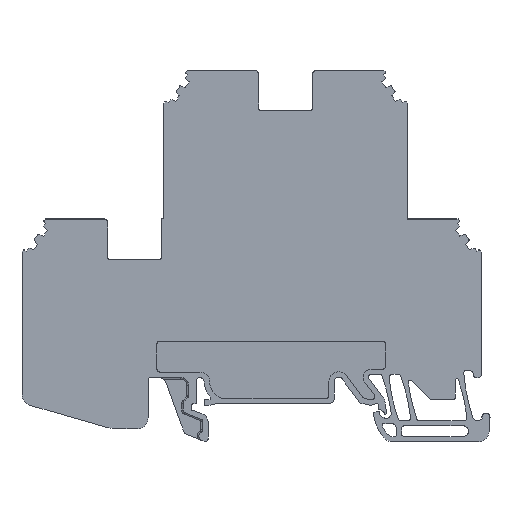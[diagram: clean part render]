
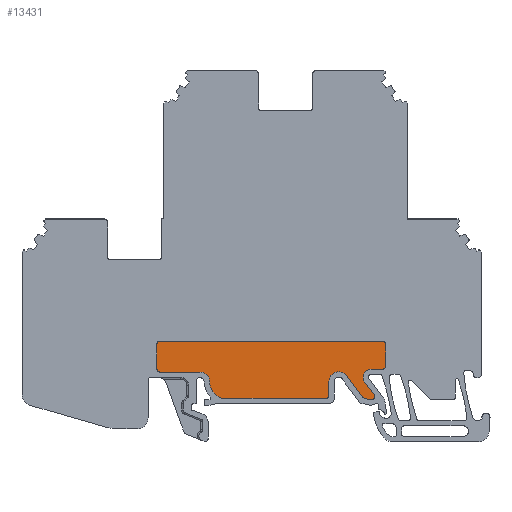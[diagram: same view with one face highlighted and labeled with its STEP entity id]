
A CAD part, left-side view. The second image highlights one B-rep face of the part: STEP entity #13431.
In plain terms, the highlighted planar face has unit normal (-1, 0, 0).
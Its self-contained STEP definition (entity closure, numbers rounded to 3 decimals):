
#7560=AXIS2_PLACEMENT_3D('Circle Axis2P3D',#7558,#7559,$) ;
#7577=AXIS2_PLACEMENT_3D('Circle Axis2P3D',#7575,#7576,$) ;
#7608=AXIS2_PLACEMENT_3D('Circle Axis2P3D',#7606,#7607,$) ;
#7670=AXIS2_PLACEMENT_3D('Circle Axis2P3D',#7668,#7669,$) ;
#7732=AXIS2_PLACEMENT_3D('Circle Axis2P3D',#7730,#7731,$) ;
#7815=AXIS2_PLACEMENT_3D('Circle Axis2P3D',#7813,#7814,$) ;
#7864=AXIS2_PLACEMENT_3D('Circle Axis2P3D',#7862,#7863,$) ;
#7926=AXIS2_PLACEMENT_3D('Circle Axis2P3D',#7924,#7925,$) ;
#7988=AXIS2_PLACEMENT_3D('Circle Axis2P3D',#7986,#7987,$) ;
#8064=AXIS2_PLACEMENT_3D('Circle Axis2P3D',#8062,#8063,$) ;
#8112=AXIS2_PLACEMENT_3D('Circle Axis2P3D',#8110,#8111,$) ;
#8174=AXIS2_PLACEMENT_3D('Circle Axis2P3D',#8172,#8173,$) ;
#8236=AXIS2_PLACEMENT_3D('Circle Axis2P3D',#8234,#8235,$) ;
#8298=AXIS2_PLACEMENT_3D('Circle Axis2P3D',#8296,#8297,$) ;
#13401=AXIS2_PLACEMENT_3D('Plane Axis2P3D',#13398,#13399,#13400) ;
#7504=CARTESIAN_POINT('Line Origine',(4.275,57.437,12.9)) ;
#7508=CARTESIAN_POINT('Vertex',(4.275,61.141,12.9)) ;
#7510=CARTESIAN_POINT('Vertex',(4.275,53.733,12.9)) ;
#7555=CARTESIAN_POINT('Vertex',(4.275,51.893,11.06)) ;
#7558=CARTESIAN_POINT('Axis2P3D Location',(4.275,53.733,11.06)) ;
#7575=CARTESIAN_POINT('Axis2P3D Location',(4.275,48.893,11.06)) ;
#7579=CARTESIAN_POINT('Vertex',(4.275,50.943,8.87)) ;
#7606=CARTESIAN_POINT('Axis2P3D Location',(4.275,48.893,11.06)) ;
#7610=CARTESIAN_POINT('Vertex',(4.275,50.532,8.547)) ;
#7637=CARTESIAN_POINT('Line Origine',(4.275,50.213,8.339)) ;
#7641=CARTESIAN_POINT('Vertex',(4.275,49.893,8.131)) ;
#7668=CARTESIAN_POINT('Axis2P3D Location',(4.275,49.62,8.55)) ;
#7672=CARTESIAN_POINT('Vertex',(4.275,49.62,8.05)) ;
#7699=CARTESIAN_POINT('Line Origine',(4.275,39.968,8.05)) ;
#7703=CARTESIAN_POINT('Vertex',(4.275,30.316,8.05)) ;
#7730=CARTESIAN_POINT('Axis2P3D Location',(4.275,30.316,8.55)) ;
#7734=CARTESIAN_POINT('Vertex',(4.275,29.816,8.55)) ;
#7761=CARTESIAN_POINT('Line Origine',(4.275,29.816,9.85)) ;
#7765=CARTESIAN_POINT('Vertex',(4.275,29.816,11.15)) ;
#7810=CARTESIAN_POINT('Vertex',(4.275,26.572,12.224)) ;
#7813=CARTESIAN_POINT('Axis2P3D Location',(4.275,28.016,11.15)) ;
#7831=CARTESIAN_POINT('Line Origine',(4.275,25.109,10.256)) ;
#7835=CARTESIAN_POINT('Vertex',(4.275,23.646,8.289)) ;
#7862=CARTESIAN_POINT('Axis2P3D Location',(4.275,23.245,8.587)) ;
#7866=CARTESIAN_POINT('Vertex',(4.275,23.374,8.104)) ;
#7893=CARTESIAN_POINT('Line Origine',(4.275,22.811,7.953)) ;
#7897=CARTESIAN_POINT('Vertex',(4.275,22.248,7.802)) ;
#7924=CARTESIAN_POINT('Axis2P3D Location',(4.275,22.118,8.285)) ;
#7928=CARTESIAN_POINT('Vertex',(4.275,21.989,7.802)) ;
#7955=CARTESIAN_POINT('Line Origine',(4.275,21.845,7.841)) ;
#7959=CARTESIAN_POINT('Vertex',(4.275,21.702,7.879)) ;
#7986=CARTESIAN_POINT('Axis2P3D Location',(4.275,21.831,8.362)) ;
#7990=CARTESIAN_POINT('Vertex',(4.275,21.43,8.66)) ;
#8017=CARTESIAN_POINT('Line Origine',(4.275,22.308,9.842)) ;
#8021=CARTESIAN_POINT('Vertex',(4.275,23.187,11.023)) ;
#8059=CARTESIAN_POINT('Vertex',(4.275,21.967,13.45)) ;
#8062=CARTESIAN_POINT('Axis2P3D Location',(4.275,21.967,11.93)) ;
#8079=CARTESIAN_POINT('Line Origine',(4.275,20.904,13.45)) ;
#8083=CARTESIAN_POINT('Vertex',(4.275,19.841,13.45)) ;
#8110=CARTESIAN_POINT('Axis2P3D Location',(4.275,19.841,13.95)) ;
#8114=CARTESIAN_POINT('Vertex',(4.275,19.341,13.95)) ;
#8141=CARTESIAN_POINT('Line Origine',(4.275,19.341,16.037)) ;
#8145=CARTESIAN_POINT('Vertex',(4.275,19.341,18.124)) ;
#8172=CARTESIAN_POINT('Axis2P3D Location',(4.275,19.841,18.124)) ;
#8176=CARTESIAN_POINT('Vertex',(4.275,19.841,18.624)) ;
#8203=CARTESIAN_POINT('Line Origine',(4.275,40.491,18.624)) ;
#8207=CARTESIAN_POINT('Vertex',(4.275,61.141,18.624)) ;
#8234=CARTESIAN_POINT('Axis2P3D Location',(4.275,61.141,18.124)) ;
#8238=CARTESIAN_POINT('Vertex',(4.275,61.641,18.124)) ;
#8265=CARTESIAN_POINT('Line Origine',(4.275,61.641,15.762)) ;
#8269=CARTESIAN_POINT('Vertex',(4.275,61.641,13.4)) ;
#8296=CARTESIAN_POINT('Axis2P3D Location',(4.275,61.141,13.4)) ;
#13398=CARTESIAN_POINT('Axis2P3D Location',(4.275,37.843,6.75)) ;
#7505=DIRECTION('Vector Direction',(0.,-1.,0.)) ;
#7559=DIRECTION('Axis2P3D Direction',(-1.,0.,0.)) ;
#7576=DIRECTION('Axis2P3D Direction',(-1.,0.,0.)) ;
#7607=DIRECTION('Axis2P3D Direction',(-1.,0.,0.)) ;
#7638=DIRECTION('Vector Direction',(0.,0.838,0.546)) ;
#7669=DIRECTION('Axis2P3D Direction',(-1.,0.,0.)) ;
#7700=DIRECTION('Vector Direction',(0.,-1.,0.)) ;
#7731=DIRECTION('Axis2P3D Direction',(-1.,0.,0.)) ;
#7762=DIRECTION('Vector Direction',(0.,0.,1.)) ;
#7814=DIRECTION('Axis2P3D Direction',(-1.,0.,0.)) ;
#7832=DIRECTION('Vector Direction',(0.,-0.597,-0.802)) ;
#7863=DIRECTION('Axis2P3D Direction',(-1.,0.,0.)) ;
#7894=DIRECTION('Vector Direction',(0.,-0.966,-0.259)) ;
#7925=DIRECTION('Axis2P3D Direction',(-1.,0.,0.)) ;
#7956=DIRECTION('Vector Direction',(0.,-0.966,0.259)) ;
#7987=DIRECTION('Axis2P3D Direction',(-1.,0.,0.)) ;
#8018=DIRECTION('Vector Direction',(0.,0.597,0.802)) ;
#8063=DIRECTION('Axis2P3D Direction',(-1.,0.,0.)) ;
#8080=DIRECTION('Vector Direction',(0.,1.,0.)) ;
#8111=DIRECTION('Axis2P3D Direction',(-1.,0.,0.)) ;
#8142=DIRECTION('Vector Direction',(0.,0.,1.)) ;
#8173=DIRECTION('Axis2P3D Direction',(1.,0.,0.)) ;
#8204=DIRECTION('Vector Direction',(0.,1.,0.)) ;
#8235=DIRECTION('Axis2P3D Direction',(1.,0.,0.)) ;
#8266=DIRECTION('Vector Direction',(0.,0.,-1.)) ;
#8297=DIRECTION('Axis2P3D Direction',(-1.,0.,0.)) ;
#13399=DIRECTION('Axis2P3D Direction',(1.,0.,0.)) ;
#13400=DIRECTION('Axis2P3D XDirection',(0.,1.,0.)) ;
#7506=VECTOR('Line Direction',#7505,1.) ;
#7639=VECTOR('Line Direction',#7638,1.) ;
#7701=VECTOR('Line Direction',#7700,1.) ;
#7763=VECTOR('Line Direction',#7762,1.) ;
#7833=VECTOR('Line Direction',#7832,1.) ;
#7895=VECTOR('Line Direction',#7894,1.) ;
#7957=VECTOR('Line Direction',#7956,1.) ;
#8019=VECTOR('Line Direction',#8018,1.) ;
#8081=VECTOR('Line Direction',#8080,1.) ;
#8143=VECTOR('Line Direction',#8142,1.) ;
#8205=VECTOR('Line Direction',#8204,1.) ;
#8267=VECTOR('Line Direction',#8266,1.) ;
#13404=ORIENTED_EDGE('',*,*,#8271,.T.) ;
#13405=ORIENTED_EDGE('',*,*,#8300,.F.) ;
#13406=ORIENTED_EDGE('',*,*,#7512,.T.) ;
#13407=ORIENTED_EDGE('',*,*,#7562,.T.) ;
#13408=ORIENTED_EDGE('',*,*,#7581,.F.) ;
#13409=ORIENTED_EDGE('',*,*,#7612,.F.) ;
#13410=ORIENTED_EDGE('',*,*,#7643,.F.) ;
#13411=ORIENTED_EDGE('',*,*,#7674,.F.) ;
#13412=ORIENTED_EDGE('',*,*,#7705,.T.) ;
#13413=ORIENTED_EDGE('',*,*,#7736,.F.) ;
#13414=ORIENTED_EDGE('',*,*,#7767,.T.) ;
#13415=ORIENTED_EDGE('',*,*,#7817,.T.) ;
#13416=ORIENTED_EDGE('',*,*,#7837,.T.) ;
#13417=ORIENTED_EDGE('',*,*,#7868,.F.) ;
#13418=ORIENTED_EDGE('',*,*,#7899,.T.) ;
#13419=ORIENTED_EDGE('',*,*,#7930,.F.) ;
#13420=ORIENTED_EDGE('',*,*,#7961,.T.) ;
#13421=ORIENTED_EDGE('',*,*,#7992,.F.) ;
#13422=ORIENTED_EDGE('',*,*,#8023,.T.) ;
#13423=ORIENTED_EDGE('',*,*,#8066,.T.) ;
#13424=ORIENTED_EDGE('',*,*,#8085,.F.) ;
#13425=ORIENTED_EDGE('',*,*,#8116,.F.) ;
#13426=ORIENTED_EDGE('',*,*,#8147,.T.) ;
#13427=ORIENTED_EDGE('',*,*,#8178,.F.) ;
#13428=ORIENTED_EDGE('',*,*,#8209,.T.) ;
#13429=ORIENTED_EDGE('',*,*,#8240,.F.) ;
#13431=ADVANCED_FACE('KLTR',(#13430),#13402,.F.) ;
#7561=CIRCLE('generated circle',#7560,1.84) ;
#7578=CIRCLE('generated circle',#7577,3.) ;
#7609=CIRCLE('generated circle',#7608,3.) ;
#7671=CIRCLE('generated circle',#7670,0.5) ;
#7733=CIRCLE('generated circle',#7732,0.5) ;
#7816=CIRCLE('generated circle',#7815,1.8) ;
#7865=CIRCLE('generated circle',#7864,0.5) ;
#7927=CIRCLE('generated circle',#7926,0.5) ;
#7989=CIRCLE('generated circle',#7988,0.5) ;
#8065=CIRCLE('generated circle',#8064,1.52) ;
#8113=CIRCLE('generated circle',#8112,0.5) ;
#8175=CIRCLE('generated circle',#8174,0.5) ;
#8237=CIRCLE('generated circle',#8236,0.5) ;
#8299=CIRCLE('generated circle',#8298,0.5) ;
#7512=EDGE_CURVE('',#7509,#7511,#7507,.T.) ;
#7562=EDGE_CURVE('',#7511,#7556,#7561,.F.) ;
#7581=EDGE_CURVE('',#7580,#7556,#7578,.F.) ;
#7612=EDGE_CURVE('',#7611,#7580,#7609,.F.) ;
#7643=EDGE_CURVE('',#7642,#7611,#7640,.T.) ;
#7674=EDGE_CURVE('',#7673,#7642,#7671,.F.) ;
#7705=EDGE_CURVE('',#7673,#7704,#7702,.T.) ;
#7736=EDGE_CURVE('',#7735,#7704,#7733,.F.) ;
#7767=EDGE_CURVE('',#7735,#7766,#7764,.T.) ;
#7817=EDGE_CURVE('',#7766,#7811,#7816,.F.) ;
#7837=EDGE_CURVE('',#7811,#7836,#7834,.T.) ;
#7868=EDGE_CURVE('',#7867,#7836,#7865,.F.) ;
#7899=EDGE_CURVE('',#7867,#7898,#7896,.T.) ;
#7930=EDGE_CURVE('',#7929,#7898,#7927,.F.) ;
#7961=EDGE_CURVE('',#7929,#7960,#7958,.T.) ;
#7992=EDGE_CURVE('',#7991,#7960,#7989,.F.) ;
#8023=EDGE_CURVE('',#7991,#8022,#8020,.T.) ;
#8066=EDGE_CURVE('',#8022,#8060,#8065,.F.) ;
#8085=EDGE_CURVE('',#8084,#8060,#8082,.T.) ;
#8116=EDGE_CURVE('',#8115,#8084,#8113,.F.) ;
#8147=EDGE_CURVE('',#8115,#8146,#8144,.T.) ;
#8178=EDGE_CURVE('',#8177,#8146,#8175,.T.) ;
#8209=EDGE_CURVE('',#8177,#8208,#8206,.T.) ;
#8240=EDGE_CURVE('',#8239,#8208,#8237,.T.) ;
#8271=EDGE_CURVE('',#8239,#8270,#8268,.T.) ;
#8300=EDGE_CURVE('',#7509,#8270,#8299,.F.) ;
#13403=EDGE_LOOP('',(#13404,#13405,#13406,#13407,#13408,#13409,#13410,#13411,#13412,#13413,#13414,#13415,#13416,#13417,#13418,#13419,#13420,#13421,#13422,#13423,#13424,#13425,#13426,#13427,#13428,#13429)) ;
#13430=FACE_OUTER_BOUND('',#13403,.T.) ;
#7507=LINE('Line',#7504,#7506) ;
#7640=LINE('Line',#7637,#7639) ;
#7702=LINE('Line',#7699,#7701) ;
#7764=LINE('Line',#7761,#7763) ;
#7834=LINE('Line',#7831,#7833) ;
#7896=LINE('Line',#7893,#7895) ;
#7958=LINE('Line',#7955,#7957) ;
#8020=LINE('Line',#8017,#8019) ;
#8082=LINE('Line',#8079,#8081) ;
#8144=LINE('Line',#8141,#8143) ;
#8206=LINE('Line',#8203,#8205) ;
#8268=LINE('Line',#8265,#8267) ;
#13402=PLANE('',#13401) ;
#7509=VERTEX_POINT('',#7508) ;
#7511=VERTEX_POINT('',#7510) ;
#7556=VERTEX_POINT('',#7555) ;
#7580=VERTEX_POINT('',#7579) ;
#7611=VERTEX_POINT('',#7610) ;
#7642=VERTEX_POINT('',#7641) ;
#7673=VERTEX_POINT('',#7672) ;
#7704=VERTEX_POINT('',#7703) ;
#7735=VERTEX_POINT('',#7734) ;
#7766=VERTEX_POINT('',#7765) ;
#7811=VERTEX_POINT('',#7810) ;
#7836=VERTEX_POINT('',#7835) ;
#7867=VERTEX_POINT('',#7866) ;
#7898=VERTEX_POINT('',#7897) ;
#7929=VERTEX_POINT('',#7928) ;
#7960=VERTEX_POINT('',#7959) ;
#7991=VERTEX_POINT('',#7990) ;
#8022=VERTEX_POINT('',#8021) ;
#8060=VERTEX_POINT('',#8059) ;
#8084=VERTEX_POINT('',#8083) ;
#8115=VERTEX_POINT('',#8114) ;
#8146=VERTEX_POINT('',#8145) ;
#8177=VERTEX_POINT('',#8176) ;
#8208=VERTEX_POINT('',#8207) ;
#8239=VERTEX_POINT('',#8238) ;
#8270=VERTEX_POINT('',#8269) ;
